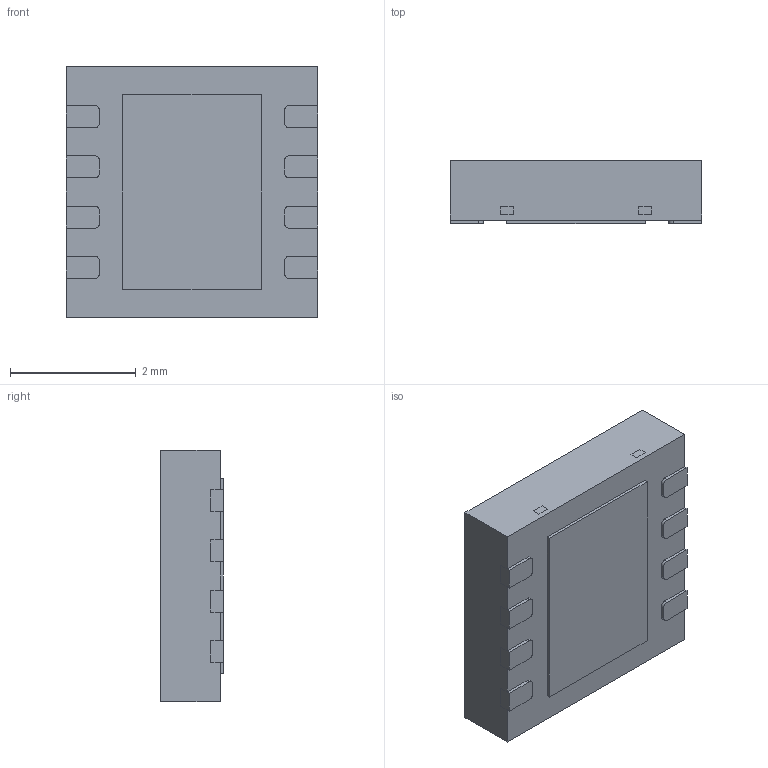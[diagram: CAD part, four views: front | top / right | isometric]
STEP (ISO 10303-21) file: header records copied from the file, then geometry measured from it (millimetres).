
FILE_DESCRIPTION (( 'STEP AP214' ), '1' );
FILE_NAME ('PCF8523TK_1,118.STEP', '2023-04-26T23:25:11', ( '' ), ( '' ), 'SwSTEP 2.0', 'SolidWorks 2021', '' );
FILE_SCHEMA (( 'AUTOMOTIVE_DESIGN' ));
Length unit declared in the file: millimetre
Products named in the file (1): PCF8523TK_1,118
Bounding box: 4 x 1 x 4 mm (x, y, z)
Volume: 15.6 mm3; surface area: 78 mm2
Topology: 11 solids, 11 shells, 156 faces, 408 edges, 272 vertices
Faces by surface type: plane 120, cylinder 36
Entity records: 4904 total; most frequent: CARTESIAN_POINT 837, ORIENTED_EDGE 816, DIRECTION 794, EDGE_CURVE 408, LINE 336, VECTOR 336, VERTEX_POINT 272, AXIS2_PLACEMENT_3D 229
